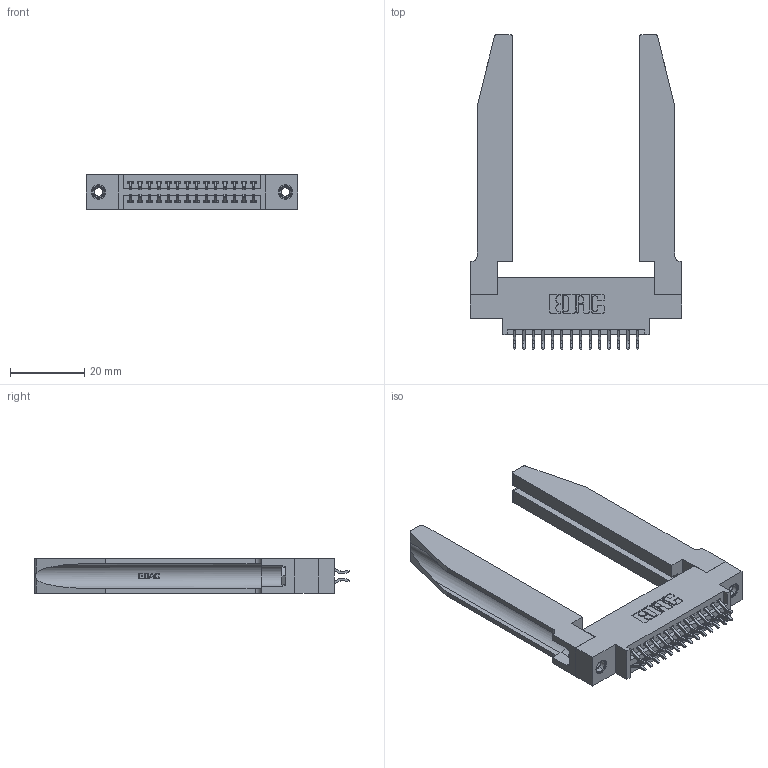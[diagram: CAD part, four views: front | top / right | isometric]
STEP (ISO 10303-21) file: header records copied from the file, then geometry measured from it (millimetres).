
FILE_DESCRIPTION (( 'STEP AP203' ), '1' );
FILE_NAME ('395-028-556-878.STEP', '2019-10-16T20:17:00', ( '' ), ( '' ), 'SwSTEP 2.0', 'SolidWorks 2016', '' );
FILE_SCHEMA (( 'CONFIG_CONTROL_DESIGN' ));
Length unit declared in the file: inch
Products named in the file (5): 345-292-001_556 Tail; 345-250-001_345-250-001-102; 345-220-078_345-220-078; 395-028-556-878; 345 Part_0.170 Offset - 0.156 Dia-TH
Assembly tree (33 placements, depth 2):
  395-028-556-878
    345 Part_0.170 Offset - 0.156 Dia-TH
    345-292-001_556 Tail  x28
    345-250-001_345-250-001-102  x2
    345-220-078_345-220-078  x2
Bounding box: 56.79 x 84.51 x 9.4 mm (x, y, z)
Volume: 12913.1 mm3; surface area: 14016.8 mm2
Topology: 33 solids, 33 shells, 1932 faces, 5637 edges, 3710 vertices
Faces by surface type: plane 1262, cylinder 618, bspline 36, cone 12, torus 4
Entity records: 19846 total; most frequent: CARTESIAN_POINT 4287, ORIENTED_EDGE 3106, DIRECTION 2795, EDGE_CURVE 1553, VECTOR 1263, LINE 1263, VERTEX_POINT 1028, AXIS2_PLACEMENT_3D 766
